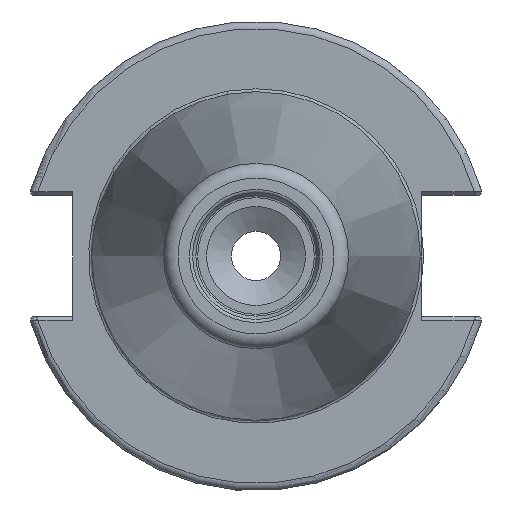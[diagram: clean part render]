
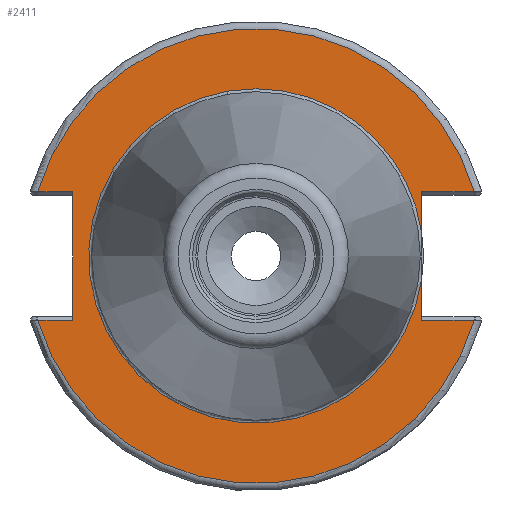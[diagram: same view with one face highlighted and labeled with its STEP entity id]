
A CAD part, left-side view. The second image highlights one B-rep face of the part: STEP entity #2411.
In plain terms, the highlighted planar face has unit normal (-1, 0, 0).
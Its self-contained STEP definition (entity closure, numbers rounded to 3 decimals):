
#128=PLANE('',#2617);
#249=FACE_OUTER_BOUND('',#389,.T.);
#389=EDGE_LOOP('',(#1747,#1748,#1749,#1750,#1751,#1752,#1753,#1754,#1755,
#1756,#1757));
#523=LINE('',#3682,#675);
#530=LINE('',#3804,#682);
#531=LINE('',#3808,#683);
#532=LINE('',#3810,#684);
#533=LINE('',#3812,#685);
#534=LINE('',#3816,#686);
#535=LINE('',#3818,#687);
#675=VECTOR('',#2985,10.);
#682=VECTOR('',#2996,10.);
#683=VECTOR('',#2999,10.);
#684=VECTOR('',#3000,10.);
#685=VECTOR('',#3001,10.);
#686=VECTOR('',#3004,10.);
#687=VECTOR('',#3005,10.);
#865=CIRCLE('',#2618,30.775);
#866=CIRCLE('',#2619,30.775);
#867=CIRCLE('',#2620,22.625);
#868=CIRCLE('',#2621,22.625);
#1020=VERTEX_POINT('',#3679);
#1021=VERTEX_POINT('',#3681);
#1029=VERTEX_POINT('',#3803);
#1030=VERTEX_POINT('',#3805);
#1031=VERTEX_POINT('',#3807);
#1032=VERTEX_POINT('',#3809);
#1033=VERTEX_POINT('',#3811);
#1034=VERTEX_POINT('',#3813);
#1035=VERTEX_POINT('',#3815);
#1036=VERTEX_POINT('',#3817);
#1037=VERTEX_POINT('',#3819);
#1294=EDGE_CURVE('',#1020,#1021,#523,.T.);
#1306=EDGE_CURVE('',#1029,#1021,#530,.T.);
#1307=EDGE_CURVE('',#1030,#1020,#865,.T.);
#1308=EDGE_CURVE('',#1031,#1030,#531,.T.);
#1309=EDGE_CURVE('',#1031,#1032,#532,.T.);
#1310=EDGE_CURVE('',#1033,#1032,#533,.T.);
#1311=EDGE_CURVE('',#1034,#1033,#866,.T.);
#1312=EDGE_CURVE('',#1035,#1034,#534,.T.);
#1313=EDGE_CURVE('',#1035,#1036,#535,.T.);
#1314=EDGE_CURVE('',#1036,#1037,#867,.T.);
#1315=EDGE_CURVE('',#1037,#1029,#868,.T.);
#1747=ORIENTED_EDGE('',*,*,#1306,.T.);
#1748=ORIENTED_EDGE('',*,*,#1294,.F.);
#1749=ORIENTED_EDGE('',*,*,#1307,.F.);
#1750=ORIENTED_EDGE('',*,*,#1308,.F.);
#1751=ORIENTED_EDGE('',*,*,#1309,.T.);
#1752=ORIENTED_EDGE('',*,*,#1310,.F.);
#1753=ORIENTED_EDGE('',*,*,#1311,.F.);
#1754=ORIENTED_EDGE('',*,*,#1312,.F.);
#1755=ORIENTED_EDGE('',*,*,#1313,.T.);
#1756=ORIENTED_EDGE('',*,*,#1314,.T.);
#1757=ORIENTED_EDGE('',*,*,#1315,.T.);
#2411=ADVANCED_FACE('',(#249),#128,.T.);
#2617=AXIS2_PLACEMENT_3D('',#3802,#2994,#2995);
#2618=AXIS2_PLACEMENT_3D('',#3806,#2997,#2998);
#2619=AXIS2_PLACEMENT_3D('',#3814,#3002,#3003);
#2620=AXIS2_PLACEMENT_3D('',#3820,#3006,#3007);
#2621=AXIS2_PLACEMENT_3D('',#3821,#3008,#3009);
#2985=DIRECTION('',(0.,1.,0.));
#2994=DIRECTION('center_axis',(-1.,0.,0.));
#2995=DIRECTION('ref_axis',(0.,0.,1.));
#2996=DIRECTION('',(0.,0.,1.));
#2997=DIRECTION('center_axis',(1.,0.,0.));
#2998=DIRECTION('ref_axis',(0.,0.,-1.));
#2999=DIRECTION('',(0.,1.,0.));
#3000=DIRECTION('',(0.,0.,-1.));
#3001=DIRECTION('',(0.,-1.,0.));
#3002=DIRECTION('center_axis',(1.,0.,0.));
#3003=DIRECTION('ref_axis',(0.,0.,-1.));
#3004=DIRECTION('',(0.,-1.,0.));
#3005=DIRECTION('',(0.,0.,1.));
#3006=DIRECTION('center_axis',(1.,0.,0.));
#3007=DIRECTION('ref_axis',(0.,0.,-1.));
#3008=DIRECTION('center_axis',(1.,0.,0.));
#3009=DIRECTION('ref_axis',(0.,0.,-1.));
#3679=CARTESIAN_POINT('',(1.,-29.523,8.69));
#3681=CARTESIAN_POINT('',(1.,-22.41,8.69));
#3682=CARTESIAN_POINT('',(1.,4.182,8.69));
#3802=CARTESIAN_POINT('Origin',(1.,30.775,0.));
#3803=CARTESIAN_POINT('',(1.,-22.41,3.112));
#3804=CARTESIAN_POINT('',(1.,-22.41,-4.095));
#3805=CARTESIAN_POINT('',(1.,29.523,8.69));
#3806=CARTESIAN_POINT('Origin',(1.,0.,0.));
#3807=CARTESIAN_POINT('',(1.,24.8,8.69));
#3808=CARTESIAN_POINT('',(1.,38.399,8.69));
#3809=CARTESIAN_POINT('',(1.,24.8,-8.69));
#3810=CARTESIAN_POINT('',(1.,24.8,4.095));
#3811=CARTESIAN_POINT('',(1.,29.523,-8.69));
#3812=CARTESIAN_POINT('',(1.,27.788,-8.69));
#3813=CARTESIAN_POINT('',(1.,-29.523,-8.69));
#3814=CARTESIAN_POINT('Origin',(1.,0.,0.));
#3815=CARTESIAN_POINT('',(1.,-22.41,-8.69));
#3816=CARTESIAN_POINT('',(1.,-6.591,-8.69));
#3817=CARTESIAN_POINT('',(1.,-22.41,-3.112));
#3818=CARTESIAN_POINT('',(1.,-22.41,-4.095));
#3819=CARTESIAN_POINT('',(1.,0.,22.625));
#3820=CARTESIAN_POINT('Origin',(1.,0.,0.));
#3821=CARTESIAN_POINT('Origin',(1.,0.,0.));
